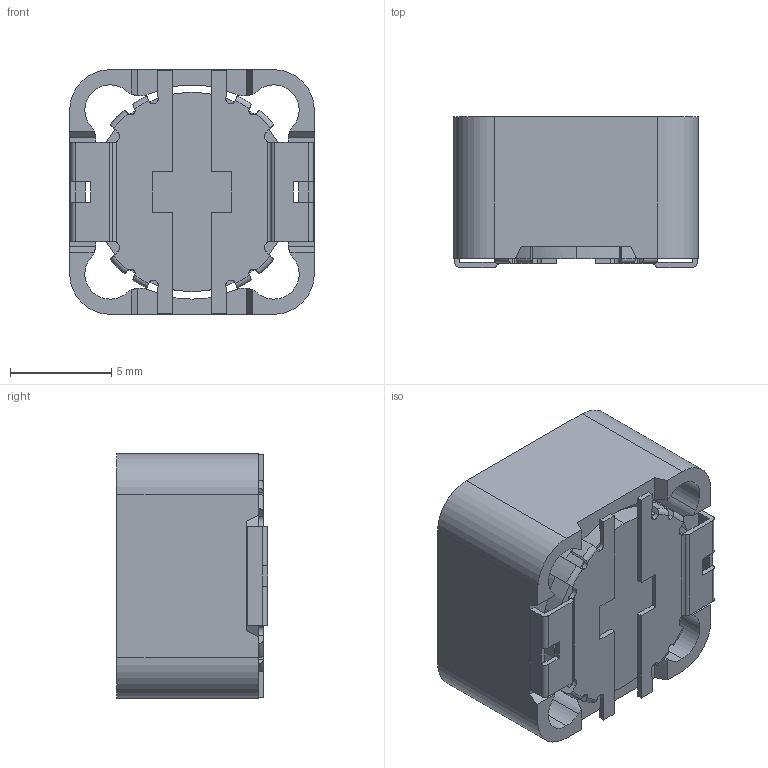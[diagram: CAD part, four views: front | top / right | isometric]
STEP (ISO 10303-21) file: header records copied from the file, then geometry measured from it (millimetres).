
FILE_DESCRIPTION (( 'STEP AP214' ), '1' );
FILE_NAME ('mps_mag_4900S_smt_a.STEP', '2014-11-10T09:08:10', ( '微软用户' ), ( '微软中国' ), 'SwSTEP 2.0', 'SolidWorks 2013', '' );
FILE_SCHEMA (( 'AUTOMOTIVE_DESIGN' ));
Length unit declared in the file: millimetre
Products named in the file (1): mps_mag_4900S_smt_a
Bounding box: 12.1 x 7.47 x 12.1 mm (x, y, z)
Volume: 537.6 mm3; surface area: 1198.2 mm2
Topology: 2 solids, 2 shells, 406 faces, 1101 edges, 714 vertices
Faces by surface type: plane 262, cylinder 84, bspline 52, torus 8
Entity records: 19214 total; most frequent: CARTESIAN_POINT 5118, ORIENTED_EDGE 2202, DIRECTION 1885, EDGE_CURVE 1101, VECTOR 743, LINE 743, VERTEX_POINT 714, AXIS2_PLACEMENT_3D 571
